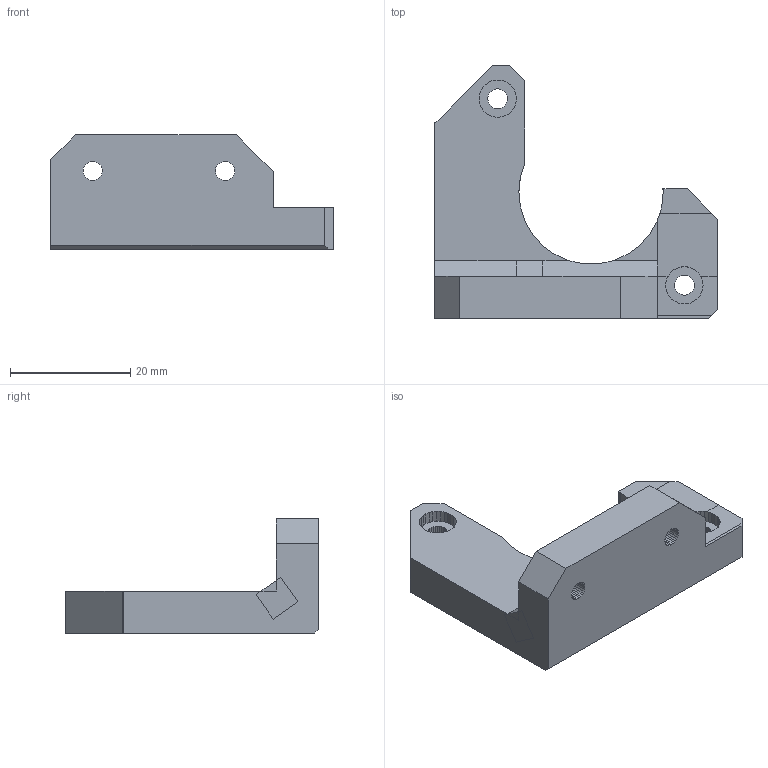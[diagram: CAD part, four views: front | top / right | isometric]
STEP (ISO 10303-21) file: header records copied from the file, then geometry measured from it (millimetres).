
FILE_DESCRIPTION(('FreeCAD Model'),'2;1');
FILE_NAME('y-motor-holder_no_text.step','2018-01-11T22:42:43',('Author'),(''), 'Open CASCADE STEP processor 6.8','FreeCAD','Unknown');
FILE_SCHEMA(('AUTOMOTIVE_DESIGN_CC2 { 1 2 10303 214 -1 1 5 4 }'));
Length unit declared in the file: millimetre
Products named in the file (1): difference002
Bounding box: 47 x 42 x 19 mm (x, y, z)
Volume: 9560.3 mm3; surface area: 4931.1 mm2
Topology: 1 solids, 4 shells, 286 faces, 800 edges, 525 vertices
Faces by surface type: plane 274, bspline 12
Entity records: 10159 total; most frequent: CARTESIAN_POINT 2860, ORIENTED_EDGE 1600, DIRECTION 1326, EDGE_CURVE 800, LINE 776, VECTOR 776, VERTEX_POINT 525, FACE_BOUND 297
